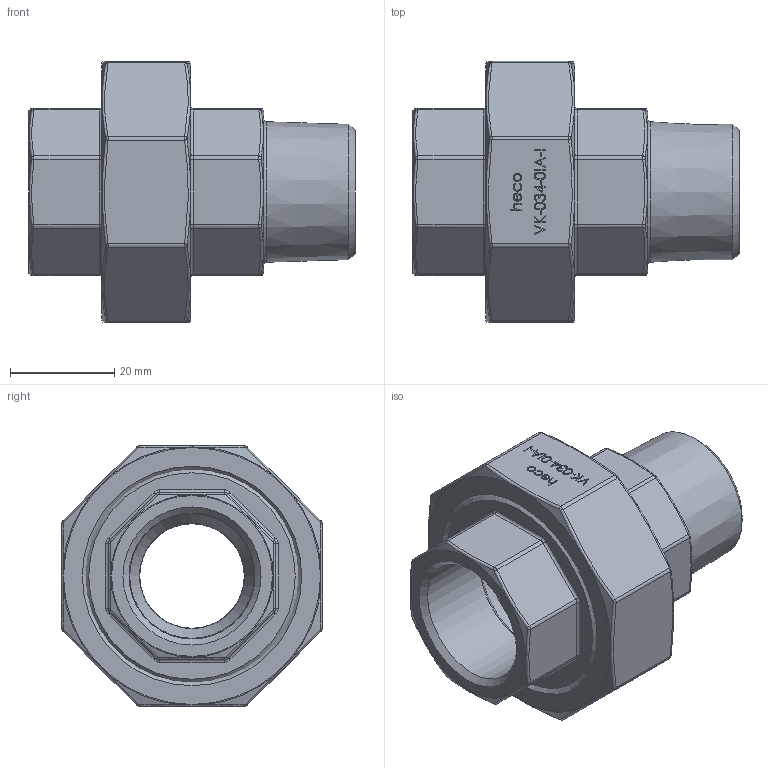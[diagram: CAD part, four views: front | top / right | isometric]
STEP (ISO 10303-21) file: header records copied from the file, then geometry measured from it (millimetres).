
FILE_DESCRIPTION (( 'STEP AP214' ), '1' );
FILE_NAME ('VK-034-0IA-I Verschraubung konisch 2202.STEP', '2022-02-03T12:08:19', ( '' ), ( '' ), 'SwSTEP 2.0', 'SolidWorks 2019', '' );
FILE_SCHEMA (( 'AUTOMOTIVE_DESIGN' ));
Length unit declared in the file: millimetre
Products named in the file (1): VK-034-0IA-I Verschraubung konisch 2202
Bounding box: 62.5 x 50 x 50 mm (x, y, z)
Volume: 40974.7 mm3; surface area: 21015.8 mm2
Topology: 3 solids, 3 shells, 403 faces, 985 edges, 588 vertices
Faces by surface type: bspline 146, plane 138, cylinder 50, torus 40, cone 29
Full cylindrical faces by diameter (mm): 20 x1, 24 x1, 24.117 x1, 28 x2, 36 x1, 36.5 x1, 39.5 x1, 39.84 x1, 42 x1
Entity records: 20847 total; most frequent: CARTESIAN_POINT 8369, ORIENTED_EDGE 1784, DIRECTION 1301, EDGE_CURVE 892, VERTEX_POINT 572, EDGE_LOOP 486, AXIS2_PLACEMENT_3D 460, FACE_OUTER_BOUND 437
